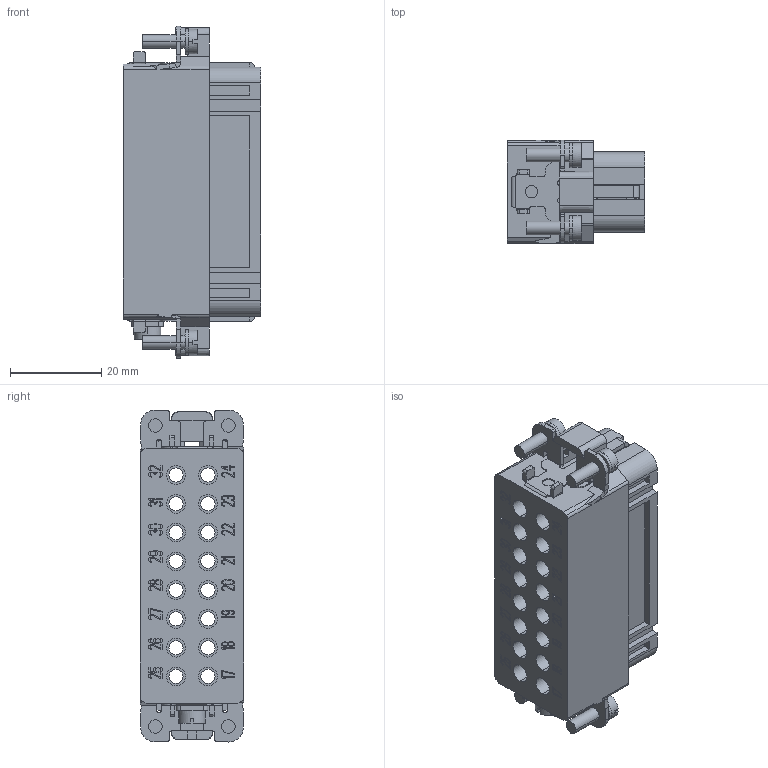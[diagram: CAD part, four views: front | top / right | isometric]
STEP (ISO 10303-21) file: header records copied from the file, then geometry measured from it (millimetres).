
FILE_DESCRIPTION((''),'2;1');
FILE_NAME('HA-016-FC17-32','2017-06-29T',('tl.yang'),(''),'PRO/ENGINEER BY PARAMETRIC TECHNOLOGY CORPORATION, 2011500','PRO/ENGINEER BY PARAMETRIC TECHNOLOGY CORPORATION, 2011500','');
FILE_SCHEMA(('CONFIG_CONTROL_DESIGN'));
Products named in the file (1): HA-016-FC17-32
Bounding box: 30.21 x 22.6 x 72.8 mm (x, y, z)
Volume: 28123.7 mm3; surface area: 16365.7 mm2
Topology: 1 solids, 1 shells, 2880 faces, 8156 edges, 5385 vertices
Faces by surface type: plane 2587, cylinder 237, cone 36, bspline 20
Entity records: 92535 total; most frequent: CARTESIAN_POINT 17359, ORIENTED_EDGE 16312, DIRECTION 14320, EDGE_CURVE 8156, VECTOR 7558, LINE 7558, VERTEX_POINT 5385, AXIS2_PLACEMENT_3D 3381
